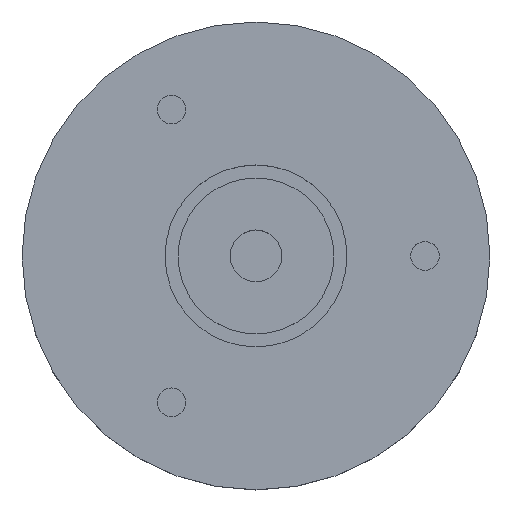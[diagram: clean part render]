
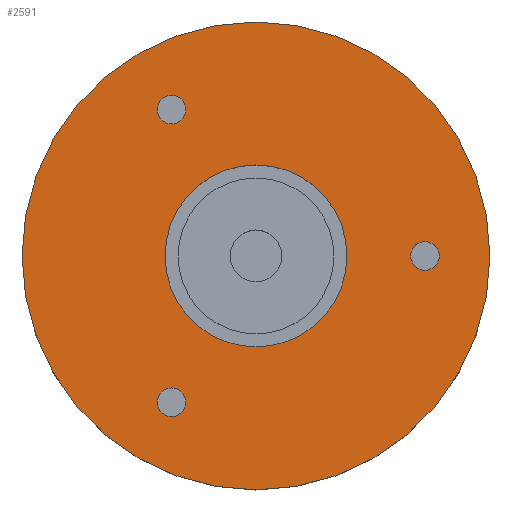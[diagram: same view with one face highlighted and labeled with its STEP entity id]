
A CAD part, top view. The second image highlights one B-rep face of the part: STEP entity #2591.
In plain terms, the highlighted planar face has unit normal (0, 0, 1).
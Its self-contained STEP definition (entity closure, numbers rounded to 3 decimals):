
#184=FACE_BOUND('',#463,.T.);
#185=FACE_BOUND('',#464,.T.);
#186=FACE_BOUND('',#465,.T.);
#187=FACE_BOUND('',#466,.T.);
#209=PLANE('',#2830);
#305=FACE_OUTER_BOUND('',#462,.T.);
#462=EDGE_LOOP('',(#1901));
#463=EDGE_LOOP('',(#1902));
#464=EDGE_LOOP('',(#1903));
#465=EDGE_LOOP('',(#1904));
#466=EDGE_LOOP('',(#1905));
#969=CIRCLE('',#2739,17.5);
#972=CIRCLE('',#2745,2.75);
#975=CIRCLE('',#2751,2.75);
#978=CIRCLE('',#2757,2.75);
#1013=CIRCLE('',#2831,45.);
#1061=VERTEX_POINT('',#3742);
#1064=VERTEX_POINT('',#3753);
#1067=VERTEX_POINT('',#3764);
#1070=VERTEX_POINT('',#3775);
#1203=VERTEX_POINT('',#4533);
#1324=EDGE_CURVE('',#1061,#1061,#969,.T.);
#1330=EDGE_CURVE('',#1064,#1064,#972,.T.);
#1335=EDGE_CURVE('',#1067,#1067,#975,.T.);
#1340=EDGE_CURVE('',#1070,#1070,#978,.T.);
#1481=EDGE_CURVE('',#1203,#1203,#1013,.T.);
#1901=ORIENTED_EDGE('',*,*,#1481,.F.);
#1902=ORIENTED_EDGE('',*,*,#1324,.T.);
#1903=ORIENTED_EDGE('',*,*,#1330,.T.);
#1904=ORIENTED_EDGE('',*,*,#1335,.T.);
#1905=ORIENTED_EDGE('',*,*,#1340,.T.);
#2591=ADVANCED_FACE('',(#305,#184,#185,#186,#187),#209,.T.);
#2739=AXIS2_PLACEMENT_3D('',#3743,#3023,#3024);
#2745=AXIS2_PLACEMENT_3D('',#3755,#3038,#3039);
#2751=AXIS2_PLACEMENT_3D('',#3766,#3052,#3053);
#2757=AXIS2_PLACEMENT_3D('',#3777,#3066,#3067);
#2830=AXIS2_PLACEMENT_3D('',#4532,#3244,#3245);
#2831=AXIS2_PLACEMENT_3D('',#4534,#3246,#3247);
#3023=DIRECTION('center_axis',(0.,0.,
-1.));
#3024=DIRECTION('ref_axis',(1.,0.,0.));
#3038=DIRECTION('center_axis',(0.,0.,
-1.));
#3039=DIRECTION('ref_axis',(-1.,0.,0.));
#3052=DIRECTION('center_axis',(0.,0.,
-1.));
#3053=DIRECTION('ref_axis',(-1.,0.,0.));
#3066=DIRECTION('center_axis',(0.,0.,
-1.));
#3067=DIRECTION('ref_axis',(-1.,0.,0.));
#3244=DIRECTION('center_axis',(0.,0.,
1.));
#3245=DIRECTION('ref_axis',(0.,-1.,0.));
#3246=DIRECTION('center_axis',(0.,0.,
-1.));
#3247=DIRECTION('ref_axis',(1.,0.,0.));
#3742=CARTESIAN_POINT('',(-17.5,0.,84.5));
#3743=CARTESIAN_POINT('Origin',(0.,0.,
84.5));
#3753=CARTESIAN_POINT('',(35.25,0.,84.5));
#3755=CARTESIAN_POINT('Origin',(32.5,0.,84.5));
#3764=CARTESIAN_POINT('',(-13.5,28.146,84.5));
#3766=CARTESIAN_POINT('Origin',(-16.25,28.146,84.5));
#3775=CARTESIAN_POINT('',(-13.5,-28.146,84.5));
#3777=CARTESIAN_POINT('Origin',(-16.25,-28.146,84.5));
#4532=CARTESIAN_POINT('Origin',(0.,45.,84.5));
#4533=CARTESIAN_POINT('',(0.,-45.,84.5));
#4534=CARTESIAN_POINT('Origin',(0.,0.,
84.5));
